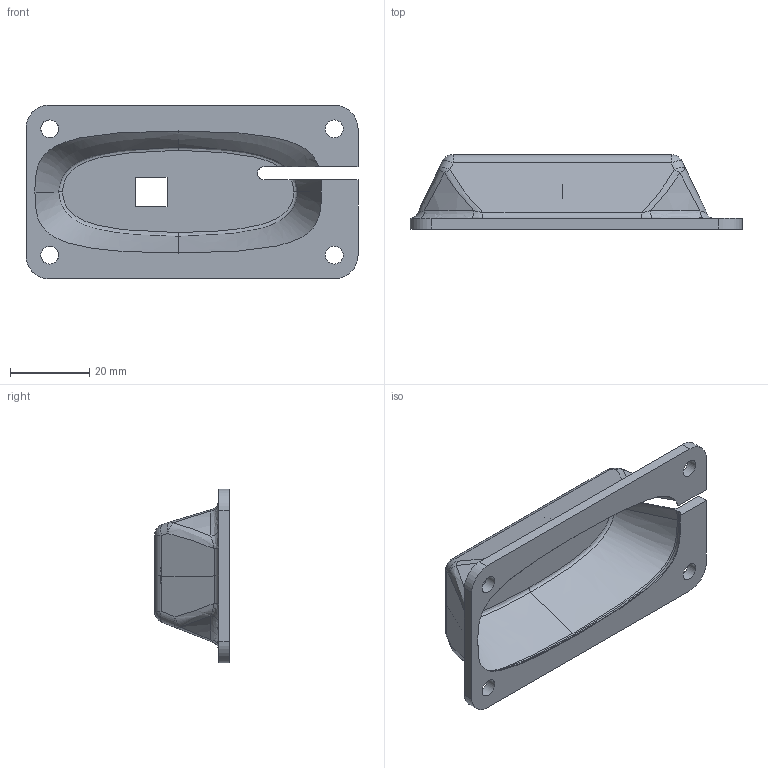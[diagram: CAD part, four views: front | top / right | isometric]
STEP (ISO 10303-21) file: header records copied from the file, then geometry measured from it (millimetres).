
FILE_DESCRIPTION(/* description */ ('STEP AP242','CAx-IF Rec.Pracs.---Representation and Presentation of Product Manufacturing Information (PMI)---4.0---2014-10-13','CAx-IF Rec.Pracs.---3D Tessellated Geometry---0.4---2014-09-14','2;1'),/* implementation_level */ '2;1');
FILE_NAME(/* name */ '667378a0e89710111577ea68',/* time_stamp */ '2024-06-20T00:32:32Z',/* author */ (''),/* organization */ (''),/* preprocessor_version */ 'ST-DEVELOPER v20',/* originating_system */ ' ',/* authorisation */ ' ');
FILE_SCHEMA (('AP242_MANAGED_MODEL_BASED_3D_ENGINEERING_MIM_LF { 1 0 10303 442 1 1 4 }'));
Length unit declared in the file: metre
Products named in the file (1): Part 2
Bounding box: 84 x 18.9 x 44 mm (x, y, z)
Volume: 9275.5 mm3; surface area: 12113.6 mm2
Topology: 1 solids, 1 shells, 102 faces, 260 edges, 150 vertices
Faces by surface type: bspline 49, cylinder 23, plane 21, sphere 8, cone 1
Full cylindrical faces by diameter (mm): 4.5 x4
Entity records: 4226 total; most frequent: CARTESIAN_POINT 2121, ORIENTED_EDGE 492, DIRECTION 333, EDGE_CURVE 246, VERTEX_POINT 148, AXIS2_PLACEMENT_3D 121, EDGE_LOOP 114, FACE_BOUND 114
